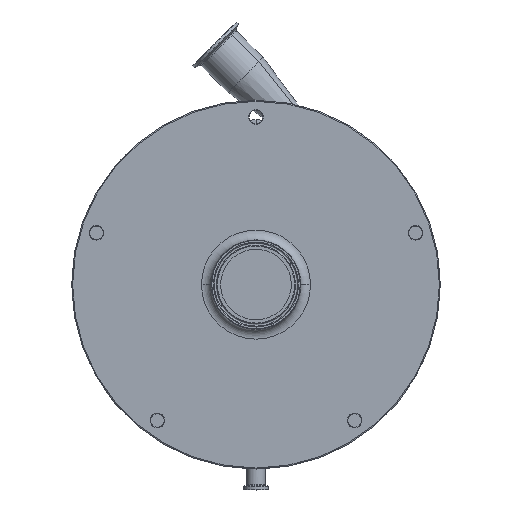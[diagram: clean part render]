
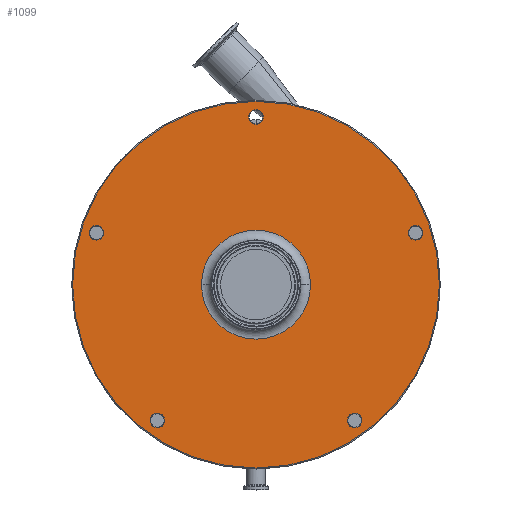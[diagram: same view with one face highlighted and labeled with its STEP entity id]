
A CAD part, top view. The second image highlights one B-rep face of the part: STEP entity #1099.
In plain terms, the highlighted planar face has unit normal (0, 0, 1).
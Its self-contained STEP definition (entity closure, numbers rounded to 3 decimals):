
#22 = CARTESIAN_POINT ( 'NONE',  ( 164.057, 60.805, 289. ) ) ;
#93 = VERTEX_POINT ( 'NONE', #3292 ) ;
#103 = CARTESIAN_POINT ( 'NONE',  ( 7.5, 172.5, 289. ) ) ;
#114 = EDGE_CURVE ( 'NONE', #2854, #4398, #3751, .T. ) ;
#167 = CARTESIAN_POINT ( 'NONE',  ( 164.057, 53.305, 289. ) ) ;
#236 = AXIS2_PLACEMENT_3D ( 'NONE', #6633, #3258, #2258 ) ;
#237 = DIRECTION ( 'NONE',  ( 0., 0., 1. ) ) ;
#254 = CARTESIAN_POINT ( 'NONE',  ( -101.393, -147.055, 289. ) ) ;
#425 = CARTESIAN_POINT ( 'NONE',  ( -101.393, -132.055, 289. ) ) ;
#427 = CARTESIAN_POINT ( 'NONE',  ( -164.057, 45.805, 289. ) ) ;
#448 = ORIENTED_EDGE ( 'NONE', *, *, #6531, .F. ) ;
#527 = DIRECTION ( 'NONE',  ( 0., 0., 1. ) ) ;
#612 = VERTEX_POINT ( 'NONE', #2593 ) ;
#618 = DIRECTION ( 'NONE',  ( 0., 0., 1. ) ) ;
#625 = CIRCLE ( 'NONE', #4265, 7.5 ) ;
#687 = CARTESIAN_POINT ( 'NONE',  ( 164.057, 53.305, 289. ) ) ;
#722 = EDGE_LOOP ( 'NONE', ( #5561, #5413 ) ) ;
#766 = CARTESIAN_POINT ( 'NONE',  ( 101.393, -139.555, 289. ) ) ;
#769 = FACE_BOUND ( 'NONE', #722, .T. ) ;
#904 = DIRECTION ( 'NONE',  ( -1., 0., 0. ) ) ;
#947 = ORIENTED_EDGE ( 'NONE', *, *, #3626, .F. ) ;
#971 = DIRECTION ( 'NONE',  ( 0., 0., -1. ) ) ;
#975 = ORIENTED_EDGE ( 'NONE', *, *, #6921, .F. ) ;
#1047 = EDGE_CURVE ( 'NONE', #3113, #3105, #5335, .T. ) ;
#1073 = AXIS2_PLACEMENT_3D ( 'NONE', #2171, #5536, #2770 ) ;
#1099 = ADVANCED_FACE ( 'NONE', ( #4597, #2407, #769, #4558, #6736, #2966, #2584 ), #3148, .F. ) ;
#1258 = DIRECTION ( 'NONE',  ( 0., 0., 1. ) ) ;
#1294 = CIRCLE ( 'NONE', #4692, 188.5 ) ;
#1348 = CARTESIAN_POINT ( 'NONE',  ( 0., 172.5, 289. ) ) ;
#1402 = AXIS2_PLACEMENT_3D ( 'NONE', #766, #237, #3995 ) ;
#1447 = AXIS2_PLACEMENT_3D ( 'NONE', #5956, #527, #4361 ) ;
#1471 = DIRECTION ( 'NONE',  ( 0., 0., 1. ) ) ;
#1503 = CARTESIAN_POINT ( 'NONE',  ( 0., 0., 289. ) ) ;
#1632 = DIRECTION ( 'NONE',  ( 0., -1., 0. ) ) ;
#1677 = EDGE_LOOP ( 'NONE', ( #448, #2268 ) ) ;
#1699 = EDGE_CURVE ( 'NONE', #4425, #2633, #1952, .T. ) ;
#1788 = ORIENTED_EDGE ( 'NONE', *, *, #1047, .F. ) ;
#1792 = VERTEX_POINT ( 'NONE', #254 ) ;
#1917 = EDGE_CURVE ( 'NONE', #6264, #6482, #3982, .T. ) ;
#1952 = CIRCLE ( 'NONE', #6481, 7.5 ) ;
#2010 = DIRECTION ( 'NONE',  ( -1., 0., 0. ) ) ;
#2152 = CARTESIAN_POINT ( 'NONE',  ( -164.057, 53.305, 289. ) ) ;
#2162 = CARTESIAN_POINT ( 'NONE',  ( 101.393, -147.055, 289. ) ) ;
#2171 = CARTESIAN_POINT ( 'NONE',  ( 0., 0., 289. ) ) ;
#2235 = CARTESIAN_POINT ( 'NONE',  ( 188.5, 0., 289. ) ) ;
#2258 = DIRECTION ( 'NONE',  ( -1., 0., 0. ) ) ;
#2268 = ORIENTED_EDGE ( 'NONE', *, *, #5834, .F. ) ;
#2336 = AXIS2_PLACEMENT_3D ( 'NONE', #3596, #4721, #5757 ) ;
#2397 = CARTESIAN_POINT ( 'NONE',  ( -164.057, 60.805, 289. ) ) ;
#2407 = FACE_BOUND ( 'NONE', #1677, .T. ) ;
#2439 = DIRECTION ( 'NONE',  ( 0., -1., 0. ) ) ;
#2506 = CARTESIAN_POINT ( 'NONE',  ( 0., 0., 289. ) ) ;
#2584 = FACE_BOUND ( 'NONE', #5224, .T. ) ;
#2593 = CARTESIAN_POINT ( 'NONE',  ( -56., 0., 289. ) ) ;
#2633 = VERTEX_POINT ( 'NONE', #2162 ) ;
#2651 = CIRCLE ( 'NONE', #1402, 7.5 ) ;
#2655 = AXIS2_PLACEMENT_3D ( 'NONE', #2152, #618, #5414 ) ;
#2657 = EDGE_LOOP ( 'NONE', ( #6875, #4064 ) ) ;
#2721 = AXIS2_PLACEMENT_3D ( 'NONE', #6877, #6388, #5744 ) ;
#2770 = DIRECTION ( 'NONE',  ( -1., 0., 0. ) ) ;
#2854 = VERTEX_POINT ( 'NONE', #6743 ) ;
#2883 = DIRECTION ( 'NONE',  ( 1., 0., 0. ) ) ;
#2913 = DIRECTION ( 'NONE',  ( 0., -1., 0. ) ) ;
#2915 = CIRCLE ( 'NONE', #1447, 7.5 ) ;
#2966 = FACE_OUTER_BOUND ( 'NONE', #2657, .T. ) ;
#2980 = DIRECTION ( 'NONE',  ( 1., 0., 0. ) ) ;
#3007 = VERTEX_POINT ( 'NONE', #427 ) ;
#3089 = AXIS2_PLACEMENT_3D ( 'NONE', #5220, #5151, #2913 ) ;
#3105 = VERTEX_POINT ( 'NONE', #22 ) ;
#3113 = VERTEX_POINT ( 'NONE', #5450 ) ;
#3148 = PLANE ( 'NONE',  #2721 ) ;
#3178 = AXIS2_PLACEMENT_3D ( 'NONE', #167, #3472, #6697 ) ;
#3185 = EDGE_CURVE ( 'NONE', #2633, #4425, #2651, .T. ) ;
#3236 = ORIENTED_EDGE ( 'NONE', *, *, #3499, .F. ) ;
#3258 = DIRECTION ( 'NONE',  ( 0., 0., 1. ) ) ;
#3292 = CARTESIAN_POINT ( 'NONE',  ( 56., 0., 289. ) ) ;
#3345 = AXIS2_PLACEMENT_3D ( 'NONE', #1503, #971, #2010 ) ;
#3437 = ORIENTED_EDGE ( 'NONE', *, *, #1917, .F. ) ;
#3472 = DIRECTION ( 'NONE',  ( 0., 0., 1. ) ) ;
#3499 = EDGE_CURVE ( 'NONE', #3760, #3007, #6967, .T. ) ;
#3517 = DIRECTION ( 'NONE',  ( 0., 0., 1. ) ) ;
#3596 = CARTESIAN_POINT ( 'NONE',  ( -101.393, -139.555, 289. ) ) ;
#3626 = EDGE_CURVE ( 'NONE', #3105, #3113, #6173, .T. ) ;
#3698 = CIRCLE ( 'NONE', #2336, 7.5 ) ;
#3751 = CIRCLE ( 'NONE', #236, 188.5 ) ;
#3760 = VERTEX_POINT ( 'NONE', #2397 ) ;
#3809 = EDGE_CURVE ( 'NONE', #612, #93, #6301, .T. ) ;
#3838 = CARTESIAN_POINT ( 'NONE',  ( 101.393, -139.555, 289. ) ) ;
#3951 = CARTESIAN_POINT ( 'NONE',  ( 0., 172.5, 289. ) ) ;
#3982 = CIRCLE ( 'NONE', #6257, 7.5 ) ;
#3995 = DIRECTION ( 'NONE',  ( 0., -1., 0. ) ) ;
#4027 = CARTESIAN_POINT ( 'NONE',  ( -7.5, 172.5, 289. ) ) ;
#4064 = ORIENTED_EDGE ( 'NONE', *, *, #4607, .T. ) ;
#4079 = CARTESIAN_POINT ( 'NONE',  ( 101.393, -132.055, 289. ) ) ;
#4139 = AXIS2_PLACEMENT_3D ( 'NONE', #687, #1258, #2439 ) ;
#4201 = EDGE_LOOP ( 'NONE', ( #1788, #947 ) ) ;
#4265 = AXIS2_PLACEMENT_3D ( 'NONE', #3951, #6111, #2883 ) ;
#4285 = EDGE_LOOP ( 'NONE', ( #975, #3236 ) ) ;
#4361 = DIRECTION ( 'NONE',  ( 0., -1., 0. ) ) ;
#4398 = VERTEX_POINT ( 'NONE', #2235 ) ;
#4425 = VERTEX_POINT ( 'NONE', #4079 ) ;
#4558 = FACE_BOUND ( 'NONE', #4201, .T. ) ;
#4597 = FACE_BOUND ( 'NONE', #4285, .T. ) ;
#4607 = EDGE_CURVE ( 'NONE', #4398, #2854, #1294, .T. ) ;
#4692 = AXIS2_PLACEMENT_3D ( 'NONE', #2506, #1471, #904 ) ;
#4721 = DIRECTION ( 'NONE',  ( 0., 0., 1. ) ) ;
#4882 = ORIENTED_EDGE ( 'NONE', *, *, #5537, .T. ) ;
#5033 = VERTEX_POINT ( 'NONE', #425 ) ;
#5034 = DIRECTION ( 'NONE',  ( 0., 0., 1. ) ) ;
#5151 = DIRECTION ( 'NONE',  ( 0., 0., 1. ) ) ;
#5220 = CARTESIAN_POINT ( 'NONE',  ( -164.057, 53.305, 289. ) ) ;
#5224 = EDGE_LOOP ( 'NONE', ( #6956, #4882 ) ) ;
#5335 = CIRCLE ( 'NONE', #3178, 7.5 ) ;
#5413 = ORIENTED_EDGE ( 'NONE', *, *, #1699, .F. ) ;
#5414 = DIRECTION ( 'NONE',  ( 0., -1., 0. ) ) ;
#5450 = CARTESIAN_POINT ( 'NONE',  ( 164.057, 45.805, 289. ) ) ;
#5536 = DIRECTION ( 'NONE',  ( 0., 0., -1. ) ) ;
#5537 = EDGE_CURVE ( 'NONE', #93, #612, #6522, .T. ) ;
#5561 = ORIENTED_EDGE ( 'NONE', *, *, #3185, .F. ) ;
#5744 = DIRECTION ( 'NONE',  ( -1., 0., 0. ) ) ;
#5757 = DIRECTION ( 'NONE',  ( 0., -1., 0. ) ) ;
#5834 = EDGE_CURVE ( 'NONE', #5033, #1792, #3698, .T. ) ;
#5956 = CARTESIAN_POINT ( 'NONE',  ( -101.393, -139.555, 289. ) ) ;
#6111 = DIRECTION ( 'NONE',  ( 0., 0., 1. ) ) ;
#6141 = CIRCLE ( 'NONE', #3089, 7.5 ) ;
#6157 = ORIENTED_EDGE ( 'NONE', *, *, #6194, .F. ) ;
#6173 = CIRCLE ( 'NONE', #4139, 7.5 ) ;
#6194 = EDGE_CURVE ( 'NONE', #6482, #6264, #625, .T. ) ;
#6257 = AXIS2_PLACEMENT_3D ( 'NONE', #1348, #3517, #2980 ) ;
#6264 = VERTEX_POINT ( 'NONE', #4027 ) ;
#6301 = CIRCLE ( 'NONE', #3345, 56. ) ;
#6337 = EDGE_LOOP ( 'NONE', ( #6157, #3437 ) ) ;
#6388 = DIRECTION ( 'NONE',  ( 0., 0., -1. ) ) ;
#6481 = AXIS2_PLACEMENT_3D ( 'NONE', #3838, #5034, #1632 ) ;
#6482 = VERTEX_POINT ( 'NONE', #103 ) ;
#6522 = CIRCLE ( 'NONE', #1073, 56. ) ;
#6531 = EDGE_CURVE ( 'NONE', #1792, #5033, #2915, .T. ) ;
#6633 = CARTESIAN_POINT ( 'NONE',  ( 0., 0., 289. ) ) ;
#6697 = DIRECTION ( 'NONE',  ( 0., -1., 0. ) ) ;
#6736 = FACE_BOUND ( 'NONE', #6337, .T. ) ;
#6743 = CARTESIAN_POINT ( 'NONE',  ( -188.5, 0., 289. ) ) ;
#6875 = ORIENTED_EDGE ( 'NONE', *, *, #114, .T. ) ;
#6877 = CARTESIAN_POINT ( 'NONE',  ( 0., 189.5, 289. ) ) ;
#6921 = EDGE_CURVE ( 'NONE', #3007, #3760, #6141, .T. ) ;
#6956 = ORIENTED_EDGE ( 'NONE', *, *, #3809, .T. ) ;
#6967 = CIRCLE ( 'NONE', #2655, 7.5 ) ;
